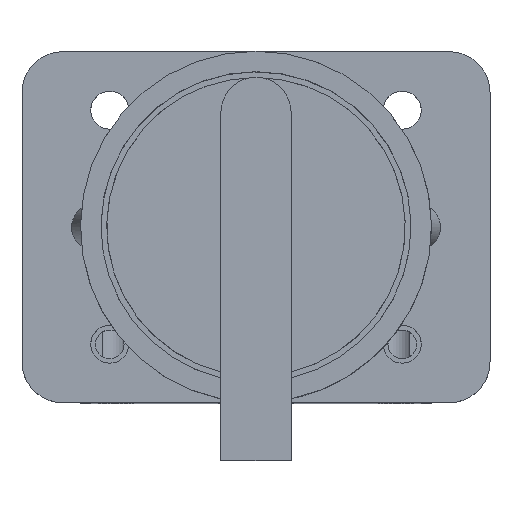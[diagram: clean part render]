
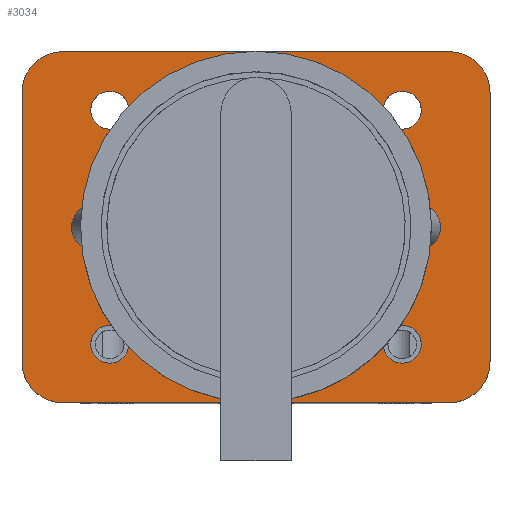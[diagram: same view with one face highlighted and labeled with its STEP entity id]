
A CAD part, top view. The second image highlights one B-rep face of the part: STEP entity #3034.
In plain terms, the highlighted planar face has unit normal (0, 0, 1).
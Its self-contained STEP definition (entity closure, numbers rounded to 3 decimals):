
#212=LINE('',#4348,#480);
#218=LINE('',#4368,#486);
#221=LINE('',#4376,#489);
#223=LINE('',#4382,#491);
#480=VECTOR('',#3540,33.);
#486=VECTOR('',#3560,23.);
#489=VECTOR('',#3569,33.);
#491=VECTOR('',#3577,23.);
#751=PLANE('',#3242);
#881=FACE_BOUND('',#1151,.T.);
#882=FACE_BOUND('',#1152,.T.);
#883=FACE_BOUND('',#1153,.T.);
#884=FACE_BOUND('',#1154,.T.);
#885=FACE_BOUND('',#1155,.T.);
#886=FACE_BOUND('',#1156,.T.);
#887=FACE_BOUND('',#1157,.T.);
#888=FACE_BOUND('',#1158,.T.);
#953=ELLIPSE('',#3200,2.071,2.);
#954=ELLIPSE('',#3206,2.071,2.);
#1151=EDGE_LOOP('',(#2223));
#1152=EDGE_LOOP('',(#2224));
#1153=EDGE_LOOP('',(#2225));
#1154=EDGE_LOOP('',(#2226));
#1155=EDGE_LOOP('',(#2227));
#1156=EDGE_LOOP('',(#2228));
#1157=EDGE_LOOP('',(#2229));
#1158=EDGE_LOOP('',(#2230,#2231,#2232,#2233,#2234,#2235,#2236,#2237));
#1371=CIRCLE('',#3212,1.625);
#1373=CIRCLE('',#3215,1.625);
#1375=CIRCLE('',#3218,1.625);
#1377=CIRCLE('',#3221,1.625);
#1379=CIRCLE('',#3224,11.25);
#1380=CIRCLE('',#3226,3.5);
#1385=CIRCLE('',#3234,3.5);
#1386=CIRCLE('',#3237,3.5);
#1387=CIRCLE('',#3240,3.5);
#1468=VERTEX_POINT('',#4294);
#1471=VERTEX_POINT('',#4303);
#1474=VERTEX_POINT('',#4312);
#1476=VERTEX_POINT('',#4317);
#1478=VERTEX_POINT('',#4322);
#1480=VERTEX_POINT('',#4327);
#1482=VERTEX_POINT('',#4332);
#1483=VERTEX_POINT('',#4335);
#1484=VERTEX_POINT('',#4336);
#1488=VERTEX_POINT('',#4346);
#1494=VERTEX_POINT('',#4362);
#1495=VERTEX_POINT('',#4366);
#1496=VERTEX_POINT('',#4370);
#1497=VERTEX_POINT('',#4374);
#1498=VERTEX_POINT('',#4378);
#1752=EDGE_CURVE('',#1468,#1468,#953,.T.);
#1755=EDGE_CURVE('',#1471,#1471,#954,.T.);
#1758=EDGE_CURVE('',#1474,#1474,#1371,.T.);
#1760=EDGE_CURVE('',#1476,#1476,#1373,.T.);
#1762=EDGE_CURVE('',#1478,#1478,#1375,.T.);
#1764=EDGE_CURVE('',#1480,#1480,#1377,.T.);
#1766=EDGE_CURVE('',#1482,#1482,#1379,.T.);
#1767=EDGE_CURVE('',#1483,#1484,#1380,.T.);
#1773=EDGE_CURVE('',#1488,#1483,#212,.T.);
#1780=EDGE_CURVE('',#1494,#1488,#1385,.T.);
#1783=EDGE_CURVE('',#1495,#1494,#218,.T.);
#1784=EDGE_CURVE('',#1496,#1495,#1386,.T.);
#1787=EDGE_CURVE('',#1497,#1496,#221,.T.);
#1788=EDGE_CURVE('',#1498,#1497,#1387,.T.);
#1790=EDGE_CURVE('',#1484,#1498,#223,.T.);
#2223=ORIENTED_EDGE('',*,*,#1752,.T.);
#2224=ORIENTED_EDGE('',*,*,#1755,.T.);
#2225=ORIENTED_EDGE('',*,*,#1758,.T.);
#2226=ORIENTED_EDGE('',*,*,#1760,.T.);
#2227=ORIENTED_EDGE('',*,*,#1762,.T.);
#2228=ORIENTED_EDGE('',*,*,#1764,.T.);
#2229=ORIENTED_EDGE('',*,*,#1766,.T.);
#2230=ORIENTED_EDGE('',*,*,#1767,.F.);
#2231=ORIENTED_EDGE('',*,*,#1773,.F.);
#2232=ORIENTED_EDGE('',*,*,#1780,.F.);
#2233=ORIENTED_EDGE('',*,*,#1783,.F.);
#2234=ORIENTED_EDGE('',*,*,#1784,.F.);
#2235=ORIENTED_EDGE('',*,*,#1787,.F.);
#2236=ORIENTED_EDGE('',*,*,#1788,.F.);
#2237=ORIENTED_EDGE('',*,*,#1790,.F.);
#3034=ADVANCED_FACE('',(#881,#882,#883,#884,#885,#886,#887,#888),#751,.T.);
#3200=AXIS2_PLACEMENT_3D('',#4295,#3478,#3479);
#3206=AXIS2_PLACEMENT_3D('',#4304,#3490,#3491);
#3212=AXIS2_PLACEMENT_3D('',#4313,#3502,#3503);
#3215=AXIS2_PLACEMENT_3D('',#4318,#3508,#3509);
#3218=AXIS2_PLACEMENT_3D('',#4323,#3514,#3515);
#3221=AXIS2_PLACEMENT_3D('',#4328,#3520,#3521);
#3224=AXIS2_PLACEMENT_3D('',#4333,#3526,#3527);
#3226=AXIS2_PLACEMENT_3D('',#4337,#3530,#3531);
#3234=AXIS2_PLACEMENT_3D('',#4363,#3554,#3555);
#3237=AXIS2_PLACEMENT_3D('',#4371,#3563,#3564);
#3240=AXIS2_PLACEMENT_3D('',#4379,#3572,#3573);
#3242=AXIS2_PLACEMENT_3D('',#4383,#3578,#3579);
#3478=DIRECTION('center_axis',(0.,0.,-1.));
#3479=DIRECTION('ref_axis',(-1.,0.,0.));
#3490=DIRECTION('center_axis',(0.,0.,-1.));
#3491=DIRECTION('ref_axis',(1.,0.,0.));
#3502=DIRECTION('center_axis',(0.,0.,-1.));
#3503=DIRECTION('ref_axis',(1.,0.,0.));
#3508=DIRECTION('center_axis',(0.,0.,-1.));
#3509=DIRECTION('ref_axis',(1.,0.,0.));
#3514=DIRECTION('center_axis',(0.,0.,-1.));
#3515=DIRECTION('ref_axis',(1.,0.,0.));
#3520=DIRECTION('center_axis',(0.,0.,-1.));
#3521=DIRECTION('ref_axis',(1.,0.,0.));
#3526=DIRECTION('center_axis',(0.,0.,-1.));
#3527=DIRECTION('ref_axis',(-1.,0.,0.));
#3530=DIRECTION('center_axis',(0.,0.,-1.));
#3531=DIRECTION('ref_axis',(-0.707,-0.707,0.));
#3540=DIRECTION('',(-1.,0.,0.));
#3554=DIRECTION('center_axis',(0.,0.,-1.));
#3555=DIRECTION('ref_axis',(0.707,-0.707,0.));
#3560=DIRECTION('',(0.,-1.,0.));
#3563=DIRECTION('center_axis',(0.,0.,-1.));
#3564=DIRECTION('ref_axis',(0.707,0.707,0.));
#3569=DIRECTION('',(1.,0.,0.));
#3572=DIRECTION('center_axis',(0.,0.,-1.));
#3573=DIRECTION('ref_axis',(-0.707,0.707,0.));
#3577=DIRECTION('',(0.,1.,0.));
#3578=DIRECTION('center_axis',(0.,0.,1.));
#3579=DIRECTION('ref_axis',(1.,0.,0.));
#4294=CARTESIAN_POINT('',(-11.629,0.,11.5));
#4295=CARTESIAN_POINT('Origin',(-13.7,0.,11.5));
#4303=CARTESIAN_POINT('',(11.629,0.,11.5));
#4304=CARTESIAN_POINT('Origin',(13.7,0.,11.5));
#4312=CARTESIAN_POINT('',(14.125,-10.,11.5));
#4313=CARTESIAN_POINT('Origin',(12.5,-10.,11.5));
#4317=CARTESIAN_POINT('',(-10.875,10.,11.5));
#4318=CARTESIAN_POINT('Origin',(-12.5,10.,11.5));
#4322=CARTESIAN_POINT('',(-10.875,-10.,11.5));
#4323=CARTESIAN_POINT('Origin',(-12.5,-10.,11.5));
#4327=CARTESIAN_POINT('',(14.125,10.,11.5));
#4328=CARTESIAN_POINT('Origin',(12.5,10.,11.5));
#4332=CARTESIAN_POINT('',(11.25,0.,11.5));
#4333=CARTESIAN_POINT('Origin',(0.,0.,11.5));
#4335=CARTESIAN_POINT('',(-16.5,-15.,11.5));
#4336=CARTESIAN_POINT('',(-20.,-11.5,11.5));
#4337=CARTESIAN_POINT('Origin',(-16.5,-11.5,11.5));
#4346=CARTESIAN_POINT('',(16.5,-15.,11.5));
#4348=CARTESIAN_POINT('',(20.,-15.,11.5));
#4362=CARTESIAN_POINT('',(20.,-11.5,11.5));
#4363=CARTESIAN_POINT('Origin',(16.5,-11.5,11.5));
#4366=CARTESIAN_POINT('',(20.,11.5,11.5));
#4368=CARTESIAN_POINT('',(20.,15.,11.5));
#4370=CARTESIAN_POINT('',(16.5,15.,11.5));
#4371=CARTESIAN_POINT('Origin',(16.5,11.5,11.5));
#4374=CARTESIAN_POINT('',(-16.5,15.,11.5));
#4376=CARTESIAN_POINT('',(-20.,15.,11.5));
#4378=CARTESIAN_POINT('',(-20.,11.5,11.5));
#4379=CARTESIAN_POINT('Origin',(-16.5,11.5,11.5));
#4382=CARTESIAN_POINT('',(-20.,-15.,11.5));
#4383=CARTESIAN_POINT('Origin',(0.,0.,
11.5));
